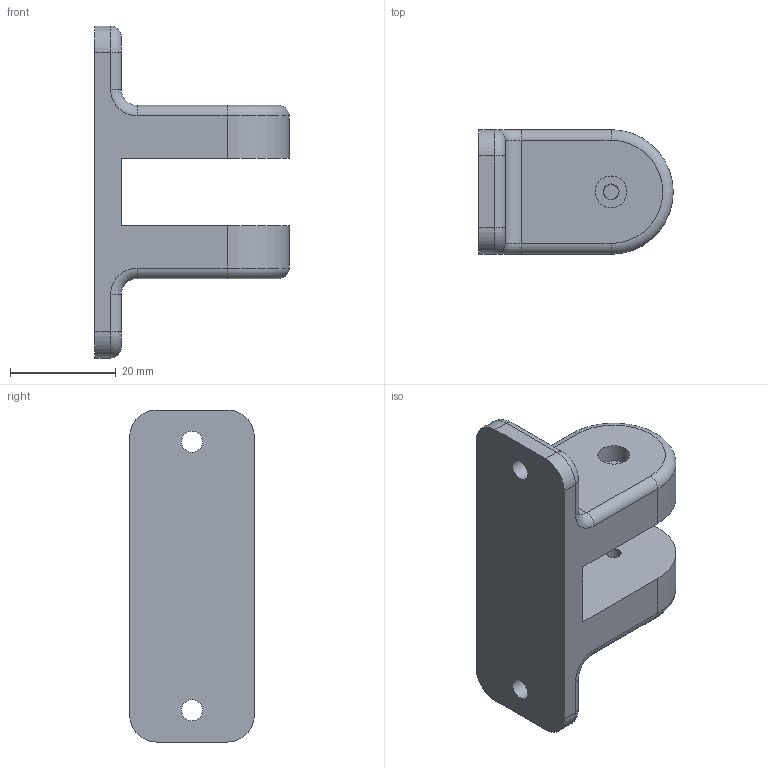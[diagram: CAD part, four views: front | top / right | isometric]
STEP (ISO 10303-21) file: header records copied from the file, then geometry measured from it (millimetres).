
FILE_DESCRIPTION(/* description */ (''),/* implementation_level */ '2;1');
FILE_NAME(/* name */ 'WallMount.step',/* time_stamp */ '2026-02-14T21:19:36Z',/* author */ (''),/* organization */ (''),/* preprocessor_version */ 'ST-DEVELOPER v20.1',/* originating_system */ 'Autodesk Translation Framework v14.24.0.0',/* authorisation */ '');
FILE_SCHEMA (('AUTOMOTIVE_DESIGN { 1 0 10303 214 3 1 1 }'));
Length unit declared in the file: millimetre
Products named in the file (1): WallMount
Bounding box: 36.75 x 23.51 x 62.72 mm (x, y, z)
Volume: 20532.1 mm3; surface area: 7517.7 mm2
Topology: 1 solids, 1 shells, 49 faces, 113 edges, 68 vertices
Faces by surface type: cylinder 23, plane 14, torus 10, cone 2
Full cylindrical faces by diameter (mm): 2.8 x1, 3 x1, 4 x2, 6 x1
Entity records: 1434 total; most frequent: DIRECTION 271, CARTESIAN_POINT 231, ORIENTED_EDGE 226, EDGE_CURVE 113, AXIS2_PLACEMENT_3D 108, VERTEX_POINT 68, CIRCLE 58, EDGE_LOOP 57
